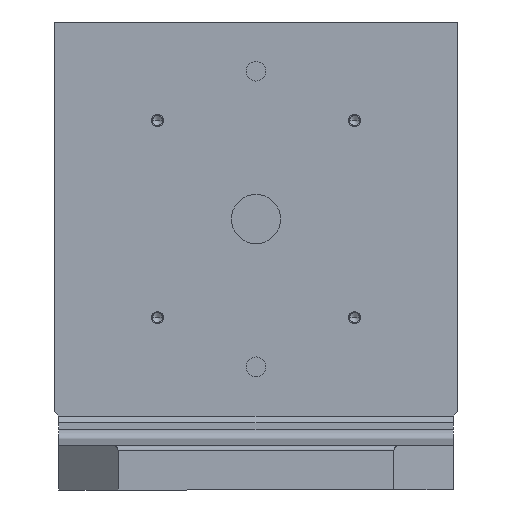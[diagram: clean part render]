
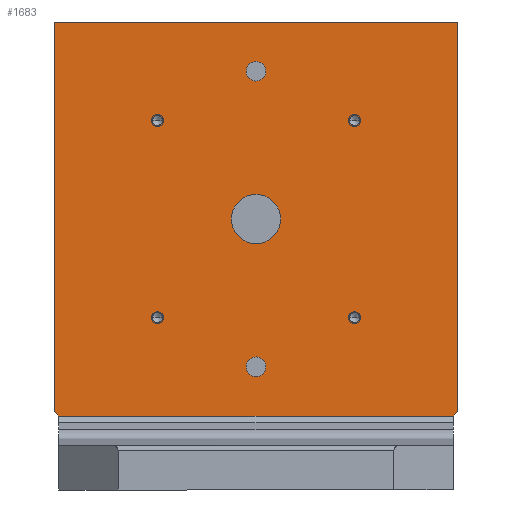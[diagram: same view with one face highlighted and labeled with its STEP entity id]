
A CAD part, front view. The second image highlights one B-rep face of the part: STEP entity #1683.
In plain terms, the highlighted planar face has unit normal (0, -1, 0).
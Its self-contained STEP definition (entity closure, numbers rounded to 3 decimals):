
#665=VERTEX_POINT('',#1933);
#697=VERTEX_POINT('',#1966);
#739=EDGE_CURVE('',#1003,#1563,#2014,.T.);
#829=EDGE_CURVE('',#1207,#1003,#2117,.T.);
#853=EDGE_CURVE('',#1747,#1667,#2143,.T.);
#923=EDGE_CURVE('',#1041,#951,#2225,.T.);
#951=VERTEX_POINT('',#2257);
#1003=VERTEX_POINT('',#2314);
#1041=VERTEX_POINT('',#2357);
#1045=VERTEX_POINT('',#2361);
#1063=VERTEX_POINT('',#2391);
#1129=EDGE_CURVE('',#1375,#1179,#2462,.T.);
#1131=EDGE_CURVE('',#1151,#1177,#2464,.T.);
#1151=VERTEX_POINT('',#2487);
#1171=EDGE_CURVE('',#1629,#1207,#2507,.T.);
#1177=VERTEX_POINT('',#2516);
#1179=VERTEX_POINT('',#2518);
#1207=VERTEX_POINT('',#2556);
#1297=EDGE_CURVE('',#1177,#1151,#2659,.T.);
#1313=EDGE_CURVE('',#951,#1041,#2676,.T.);
#1341=EDGE_CURVE('',#697,#665,#2708,.T.);
#1363=EDGE_CURVE('',#1045,#1725,#2732,.T.);
#1375=VERTEX_POINT('',#2745);
#1427=EDGE_CURVE('',#1701,#1483,#2802,.T.);
#1465=EDGE_CURVE('',#1819,#1063,#2845,.T.);
#1467=EDGE_CURVE('',#1483,#1701,#2847,.T.);
#1483=VERTEX_POINT('',#2865);
#1563=VERTEX_POINT('',#2955);
#1613=EDGE_CURVE('',#1667,#1747,#3011,.T.);
#1625=EDGE_CURVE('',#1063,#1819,#3025,.T.);
#1627=EDGE_CURVE('',#1725,#1629,#3027,.T.);
#1629=VERTEX_POINT('',#3029);
#1639=EDGE_CURVE('',#1179,#1375,#3040,.T.);
#1667=VERTEX_POINT('',#3072);
#1683=ADVANCED_FACE('',(#3088,#3089,#3090,#3091,#3092,#3093,#3094,#3095),#3096,.T.);
#1701=VERTEX_POINT('',#3117);
#1725=VERTEX_POINT('',#3142);
#1727=EDGE_CURVE('',#1563,#1045,#3144,.T.);
#1747=VERTEX_POINT('',#3167);
#1819=VERTEX_POINT('',#3246);
#1897=EDGE_CURVE('',#665,#697,#3330,.T.);
#1933=CARTESIAN_POINT('',(94.947,-40.,175.0));
#1966=CARTESIAN_POINT('',(105.053,-40.0,175.0));
#2014=LINE('',#3472,#3473);
#2117=LINE('',#3605,#3606);
#2143=CIRCLE('',#3639,5.053);
#2225=CIRCLE('',#3745,10.0);
#2257=CARTESIAN_POINT('',(10.,-40.,425.0));
#2314=CARTESIAN_POINT('',(205.0,-40.,475.0));
#2357=CARTESIAN_POINT('',(-10.,-40.0,425.0));
#2361=CARTESIAN_POINT('',(200.0,-40.,75.0));
#2391=CARTESIAN_POINT('',(105.053,-40.,375.0));
#2462=CIRCLE('',#4049,25.0);
#2464=CIRCLE('',#4052,5.053);
#2487=CARTESIAN_POINT('',(-105.053,-40.,175.0));
#2507=LINE('',#4114,#4115);
#2516=CARTESIAN_POINT('',(-94.947,-40.,175.0));
#2518=CARTESIAN_POINT('',(25.,-40.,275.0));
#2556=CARTESIAN_POINT('',(-205.0,-40.,475.0));
#2659=CIRCLE('',#4317,5.053);
#2676=CIRCLE('',#4340,10.0);
#2708=CIRCLE('',#4382,5.053);
#2732=LINE('',#4416,#4417);
#2745=CARTESIAN_POINT('',(-25.,-40.0,275.0));
#2802=CIRCLE('',#4511,10.0);
#2845=CIRCLE('',#4568,5.053);
#2847=CIRCLE('',#4571,10.0);
#2865=CARTESIAN_POINT('',(10.0,-40.,125.0));
#2955=CARTESIAN_POINT('',(205.0,-40.,80.0));
#3011=CIRCLE('',#4780,5.053);
#3025=CIRCLE('',#4799,5.053);
#3027=LINE('',#4802,#4803);
#3029=CARTESIAN_POINT('',(-205.0,-40.,80.0));
#3040=CIRCLE('',#4821,25.0);
#3072=CARTESIAN_POINT('',(-105.053,-40.,375.0));
#3088=FACE_BOUND('',#4888,.T.);
#3089=FACE_BOUND('',#4889,.T.);
#3090=FACE_BOUND('',#4890,.T.);
#3091=FACE_BOUND('',#4891,.T.);
#3092=FACE_BOUND('',#4892,.T.);
#3093=FACE_BOUND('',#4893,.T.);
#3094=FACE_BOUND('',#4894,.T.);
#3095=FACE_OUTER_BOUND('',#4895,.T.);
#3096=PLANE('',#4896);
#3117=CARTESIAN_POINT('',(-10.0,-40.0,125.0));
#3142=CARTESIAN_POINT('',(-200.0,-40.,75.0));
#3144=LINE('',#4957,#4958);
#3167=CARTESIAN_POINT('',(-94.947,-40.,375.0));
#3246=CARTESIAN_POINT('',(94.947,-40.,375.0));
#3330=CIRCLE('',#5214,5.053);
#3472=CARTESIAN_POINT('',(205.0,-40.,80.0));
#3473=VECTOR('',#5329,1.0);
#3605=CARTESIAN_POINT('',(205.0,-40.,475.0));
#3606=VECTOR('',#5462,1.0);
#3639=AXIS2_PLACEMENT_3D('',#5492,#5493,#5494);
#3745=AXIS2_PLACEMENT_3D('',#5607,#5608,#5609);
#4049=AXIS2_PLACEMENT_3D('',#5901,#5902,#5903);
#4052=AXIS2_PLACEMENT_3D('',#5904,#5905,#5906);
#4114=CARTESIAN_POINT('',(-205.0,-40.,475.0));
#4115=VECTOR('',#5945,1.0);
#4317=AXIS2_PLACEMENT_3D('',#6159,#6160,#6161);
#4340=AXIS2_PLACEMENT_3D('',#6175,#6176,#6177);
#4382=AXIS2_PLACEMENT_3D('',#6227,#6228,#6229);
#4416=CARTESIAN_POINT('',(200.0,-40.,75.0));
#4417=VECTOR('',#6251,1.0);
#4511=AXIS2_PLACEMENT_3D('',#6329,#6330,#6331);
#4568=AXIS2_PLACEMENT_3D('',#6386,#6387,#6388);
#4571=AXIS2_PLACEMENT_3D('',#6389,#6390,#6391);
#4780=AXIS2_PLACEMENT_3D('',#6581,#6582,#6583);
#4799=AXIS2_PLACEMENT_3D('',#6600,#6601,#6602);
#4802=CARTESIAN_POINT('',(-205.0,-40.,80.0));
#4803=VECTOR('',#6603,1.0);
#4821=AXIS2_PLACEMENT_3D('',#6618,#6619,#6620);
#4888=EDGE_LOOP('',(#6677,#6678));
#4889=EDGE_LOOP('',(#6679,#6680));
#4890=EDGE_LOOP('',(#6681,#6682));
#4891=EDGE_LOOP('',(#6683,#6684));
#4892=EDGE_LOOP('',(#6685,#6686));
#4893=EDGE_LOOP('',(#6687,#6688));
#4894=EDGE_LOOP('',(#6689,#6690));
#4895=EDGE_LOOP('',(#6691,#6692,#6693,#6694,#6695,#6696));
#4896=AXIS2_PLACEMENT_3D('',#6697,#6698,#6699);
#4957=CARTESIAN_POINT('',(200.0,-40.,75.0));
#4958=VECTOR('',#6741,1.0);
#5214=AXIS2_PLACEMENT_3D('',#6938,#6939,#6940);
#5329=DIRECTION('',(0.0,0.0,-1.0));
#5462=DIRECTION('',(1.0,0.0,0.0));
#5492=CARTESIAN_POINT('',(-100.0,-40.,375.0));
#5493=DIRECTION('',(0.0,1.0,0.0));
#5494=DIRECTION('',(1.0,0.0,0.));
#5607=CARTESIAN_POINT('',(0.,-40.,425.0));
#5608=DIRECTION('',(0.0,1.0,0.0));
#5609=DIRECTION('',(-1.0,0.0,0.0));
#5901=CARTESIAN_POINT('',(0.,-40.,275.0));
#5902=DIRECTION('',(0.0,1.0,0.0));
#5903=DIRECTION('',(-1.0,0.0,0.0));
#5904=CARTESIAN_POINT('',(-100.0,-40.,175.0));
#5905=DIRECTION('',(0.0,1.0,0.0));
#5906=DIRECTION('',(1.0,0.0,0.));
#5945=DIRECTION('',(0.0,0.0,1.0));
#6159=CARTESIAN_POINT('',(-100.0,-40.,175.0));
#6160=DIRECTION('',(0.0,1.0,0.0));
#6161=DIRECTION('',(1.0,0.0,0.));
#6175=CARTESIAN_POINT('',(0.,-40.,425.0));
#6176=DIRECTION('',(0.0,1.0,0.0));
#6177=DIRECTION('',(-1.0,0.0,0.0));
#6227=CARTESIAN_POINT('',(100.0,-40.,175.0));
#6228=DIRECTION('',(0.0,1.0,0.0));
#6229=DIRECTION('',(1.0,0.0,0.));
#6251=DIRECTION('',(-1.0,0.0,0.0));
#6329=CARTESIAN_POINT('',(0.0,-40.,125.0));
#6330=DIRECTION('',(0.0,1.0,0.0));
#6331=DIRECTION('',(-1.0,0.0,0.0));
#6386=CARTESIAN_POINT('',(100.,-40.,375.0));
#6387=DIRECTION('',(0.0,1.0,0.0));
#6388=DIRECTION('',(1.0,0.0,0.));
#6389=CARTESIAN_POINT('',(0.0,-40.,125.0));
#6390=DIRECTION('',(0.0,1.0,0.0));
#6391=DIRECTION('',(-1.0,0.0,0.0));
#6581=CARTESIAN_POINT('',(-100.0,-40.,375.0));
#6582=DIRECTION('',(0.0,1.0,0.0));
#6583=DIRECTION('',(1.0,0.0,0.));
#6600=CARTESIAN_POINT('',(100.,-40.,375.0));
#6601=DIRECTION('',(0.0,1.0,0.0));
#6602=DIRECTION('',(1.0,0.0,0.));
#6603=DIRECTION('',(-0.707,0.0,0.707));
#6618=CARTESIAN_POINT('',(0.,-40.,275.0));
#6619=DIRECTION('',(0.0,1.0,0.0));
#6620=DIRECTION('',(-1.0,0.0,0.0));
#6677=ORIENTED_EDGE('',*,*,#923,.T.);
#6678=ORIENTED_EDGE('',*,*,#1313,.T.);
#6679=ORIENTED_EDGE('',*,*,#1129,.T.);
#6680=ORIENTED_EDGE('',*,*,#1639,.T.);
#6681=ORIENTED_EDGE('',*,*,#1427,.T.);
#6682=ORIENTED_EDGE('',*,*,#1467,.T.);
#6683=ORIENTED_EDGE('',*,*,#1341,.T.);
#6684=ORIENTED_EDGE('',*,*,#1897,.T.);
#6685=ORIENTED_EDGE('',*,*,#1297,.T.);
#6686=ORIENTED_EDGE('',*,*,#1131,.T.);
#6687=ORIENTED_EDGE('',*,*,#853,.T.);
#6688=ORIENTED_EDGE('',*,*,#1613,.T.);
#6689=ORIENTED_EDGE('',*,*,#1625,.T.);
#6690=ORIENTED_EDGE('',*,*,#1465,.T.);
#6691=ORIENTED_EDGE('',*,*,#1627,.F.);
#6692=ORIENTED_EDGE('',*,*,#1363,.F.);
#6693=ORIENTED_EDGE('',*,*,#1727,.F.);
#6694=ORIENTED_EDGE('',*,*,#739,.F.);
#6695=ORIENTED_EDGE('',*,*,#829,.F.);
#6696=ORIENTED_EDGE('',*,*,#1171,.F.);
#6697=CARTESIAN_POINT('',(0.,-40.,275.732));
#6698=DIRECTION('',(0.0,-1.0,0.0));
#6699=DIRECTION('',(1.0,0.0,0.0));
#6741=DIRECTION('',(-0.707,0.0,-0.707));
#6938=CARTESIAN_POINT('',(100.0,-40.,175.0));
#6939=DIRECTION('',(0.0,1.0,0.0));
#6940=DIRECTION('',(1.0,0.0,0.));
